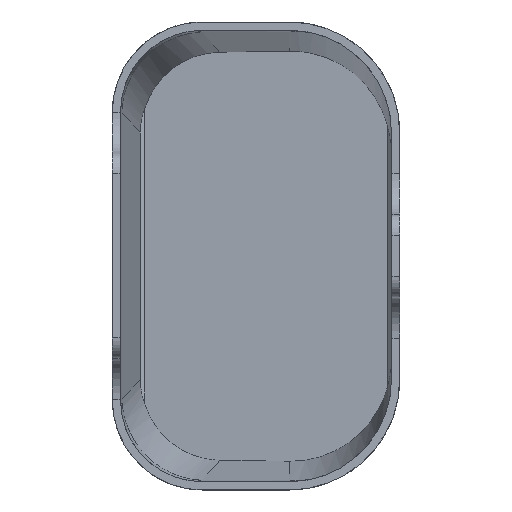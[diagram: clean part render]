
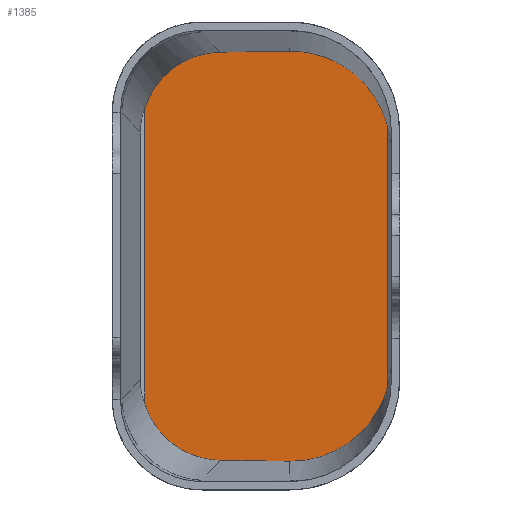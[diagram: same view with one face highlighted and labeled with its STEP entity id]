
A CAD part, top view. The second image highlights one B-rep face of the part: STEP entity #1385.
In plain terms, the highlighted planar face has unit normal (-0.077, 0, 0.997).
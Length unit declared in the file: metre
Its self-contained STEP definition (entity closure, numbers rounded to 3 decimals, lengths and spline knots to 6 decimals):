
#83=PLANE('',#1505);
#146=LINE('',#2468,#248);
#150=LINE('',#2481,#252);
#151=LINE('',#2486,#253);
#153=LINE('',#2498,#255);
#248=VECTOR('',#1730,1.);
#252=VECTOR('',#1740,1.);
#253=VECTOR('',#1745,1.);
#255=VECTOR('',#1759,1.);
#319=ELLIPSE('',#1506,0.025463,0.0249);
#320=ELLIPSE('',#1507,0.025463,0.0249);
#321=ELLIPSE('',#1508,0.020376,0.0199);
#322=ELLIPSE('',#1509,0.020376,0.0199);
#504=ORIENTED_EDGE('',*,*,#852,.T.);
#505=ORIENTED_EDGE('',*,*,#847,.T.);
#506=ORIENTED_EDGE('',*,*,#853,.T.);
#507=ORIENTED_EDGE('',*,*,#841,.F.);
#508=ORIENTED_EDGE('',*,*,#854,.T.);
#509=ORIENTED_EDGE('',*,*,#849,.T.);
#510=ORIENTED_EDGE('',*,*,#855,.T.);
#511=ORIENTED_EDGE('',*,*,#856,.F.);
#841=EDGE_CURVE('',#1021,#1022,#146,.T.);
#847=EDGE_CURVE('',#1024,#1027,#150,.T.);
#849=EDGE_CURVE('',#1030,#1029,#151,.T.);
#852=EDGE_CURVE('',#1032,#1024,#319,.T.);
#853=EDGE_CURVE('',#1027,#1022,#320,.T.);
#854=EDGE_CURVE('',#1021,#1030,#321,.T.);
#855=EDGE_CURVE('',#1029,#1033,#322,.T.);
#856=EDGE_CURVE('',#1032,#1033,#153,.T.);
#1021=VERTEX_POINT('',#2467);
#1022=VERTEX_POINT('',#2469);
#1024=VERTEX_POINT('',#2475);
#1027=VERTEX_POINT('',#2480);
#1029=VERTEX_POINT('',#2485);
#1030=VERTEX_POINT('',#2487);
#1032=VERTEX_POINT('',#2493);
#1033=VERTEX_POINT('',#2497);
#1171=EDGE_LOOP('',(#504,#505,#506,#507,#508,#509,#510,#511));
#1263=FACE_BOUND('',#1171,.T.);
#1385=ADVANCED_FACE('',(#1263),#83,.F.);
#1505=AXIS2_PLACEMENT_3D('',#2491,#1749,#1750);
#1506=AXIS2_PLACEMENT_3D('',#2492,#1751,#1752);
#1507=AXIS2_PLACEMENT_3D('',#2494,#1753,#1754);
#1508=AXIS2_PLACEMENT_3D('',#2495,#1755,#1756);
#1509=AXIS2_PLACEMENT_3D('',#2496,#1757,#1758);
#1730=DIRECTION('',(0.997,0.015,0.077));
#1740=DIRECTION('',(0.,1.,0.));
#1745=DIRECTION('',(0.,-1.,0.));
#1749=DIRECTION('',(0.077,0.,-0.997));
#1750=DIRECTION('',(0.,-1.,0.));
#1751=DIRECTION('',(-0.077,0.,0.997));
#1752=DIRECTION('',(0.359,-0.933,0.028));
#1753=DIRECTION('',(-0.077,0.,0.997));
#1754=DIRECTION('',(0.359,0.933,0.028));
#1755=DIRECTION('',(-0.077,0.,0.997));
#1756=DIRECTION('',(-0.445,0.895,-0.034));
#1757=DIRECTION('',(-0.077,0.,0.997));
#1758=DIRECTION('',(-0.445,-0.895,-0.034));
#1759=DIRECTION('',(-0.997,0.015,-0.077));
#2467=CARTESIAN_POINT('',(0.373418,0.297517,-0.253524));
#2468=CARTESIAN_POINT('',(0.376772,0.297568,-0.253266));
#2469=CARTESIAN_POINT('',(0.390317,0.297775,-0.252224));
#2475=CARTESIAN_POINT('',(0.414288,0.215976,-0.25038));
#2480=CARTESIAN_POINT('',(0.414288,0.279624,-0.25038));
#2481=CARTESIAN_POINT('',(0.414288,0.255325,-0.25038));
#2485=CARTESIAN_POINT('',(0.355113,0.211796,-0.254932));
#2486=CARTESIAN_POINT('',(0.355113,0.239025,-0.254932));
#2487=CARTESIAN_POINT('',(0.355113,0.283804,-0.254932));
#2491=CARTESIAN_POINT('',(0.383034,0.2478,-0.252784));
#2492=CARTESIAN_POINT('',(0.390317,0.223212,-0.252224));
#2493=CARTESIAN_POINT('',(0.390317,0.197825,-0.252224));
#2494=CARTESIAN_POINT('',(0.390317,0.272388,-0.252224));
#2495=CARTESIAN_POINT('',(0.374094,0.277237,-0.253472));
#2496=CARTESIAN_POINT('',(0.374094,0.218363,-0.253472));
#2497=CARTESIAN_POINT('',(0.373418,0.198083,-0.253524));
#2498=CARTESIAN_POINT('',(0.387308,0.197871,-0.252456));
